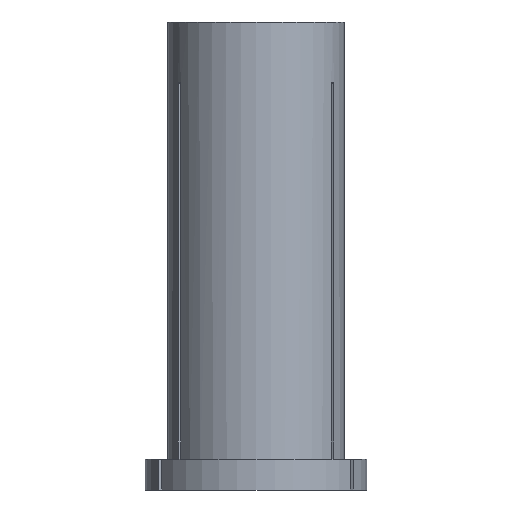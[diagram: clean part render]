
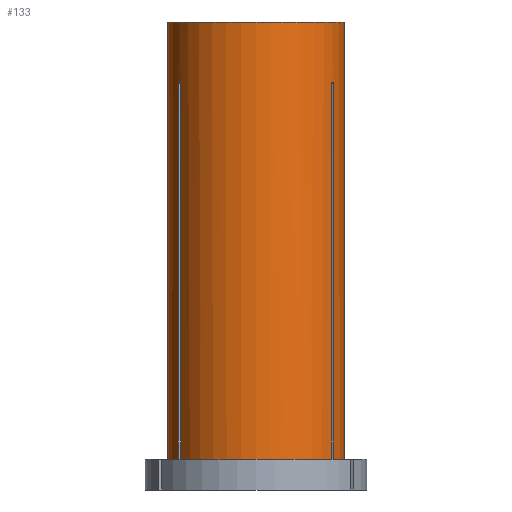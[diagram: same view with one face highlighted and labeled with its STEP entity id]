
A CAD part, front view. The second image highlights one B-rep face of the part: STEP entity #133.
In plain terms, the highlighted cylindrical face has radius 10 mm (diameter 20 mm), a partial arc.
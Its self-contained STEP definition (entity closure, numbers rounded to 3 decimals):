
#4 = VERTEX_POINT ( 'NONE', #915 ) ;
#18 = EDGE_CURVE ( 'NONE', #761, #477, #1305, .T. ) ;
#25 = CARTESIAN_POINT ( 'NONE',  ( -8.806, -4.738, -6.812 ) ) ;
#69 = DIRECTION ( 'NONE',  ( 1., 0., 0. ) ) ;
#89 = EDGE_CURVE ( 'NONE', #477, #1082, #1333, .T. ) ;
#99 = CARTESIAN_POINT ( 'NONE',  ( -8.559, -5.172, -6.81 ) ) ;
#124 = EDGE_LOOP ( 'NONE', ( #1419, #1046, #571, #1339, #143, #555, #1044, #1086, #1433, #439, #443, #1481 ) ) ;
#132 = EDGE_CURVE ( 'NONE', #1304, #736, #1143, .T. ) ;
#133 = ADVANCED_FACE ( 'NONE', ( #1455 ), #181, .T. ) ;
#143 = ORIENTED_EDGE ( 'NONE', *, *, #1132, .F. ) ;
#170 = DIRECTION ( 'NONE',  ( 0., 0., 1. ) ) ;
#171 = AXIS2_PLACEMENT_3D ( 'NONE', #1463, #1313, #1040 ) ;
#175 = CARTESIAN_POINT ( 'NONE',  ( 8.506, -5.258, 0. ) ) ;
#181 = CYLINDRICAL_SURFACE ( 'NONE', #403, 10. ) ;
#187 = DIRECTION ( 'NONE',  ( 0., 0., 1. ) ) ;
#192 = CARTESIAN_POINT ( 'NONE',  ( 8.806, -4.738, 0. ) ) ;
#196 = CARTESIAN_POINT ( 'NONE',  ( 8.759, -4.826, -6.81 ) ) ;
#226 = CARTESIAN_POINT ( 'NONE',  ( -8.506, -5.258, -6.812 ) ) ;
#265 = VECTOR ( 'NONE', #314, 1000. ) ;
#281 = CARTESIAN_POINT ( 'NONE',  ( -8.806, -4.738, -6.812 ) ) ;
#291 = DIRECTION ( 'NONE',  ( 0., 0., 1. ) ) ;
#301 = DIRECTION ( 'NONE',  ( 0., 0., 1. ) ) ;
#314 = DIRECTION ( 'NONE',  ( 0., 0., 1. ) ) ;
#321 = VECTOR ( 'NONE', #1345, 1000. ) ;
#322 = EDGE_CURVE ( 'NONE', #761, #859, #1193, .T. ) ;
#403 = AXIS2_PLACEMENT_3D ( 'NONE', #650, #291, #1220 ) ;
#434 = LINE ( 'NONE', #1337, #1329 ) ;
#439 = ORIENTED_EDGE ( 'NONE', *, *, #18, .T. ) ;
#443 = ORIENTED_EDGE ( 'NONE', *, *, #89, .T. ) ;
#460 = CARTESIAN_POINT ( 'NONE',  ( -10., 0., 0. ) ) ;
#464 = CARTESIAN_POINT ( 'NONE',  ( -8.806, -4.738, 0. ) ) ;
#477 = VERTEX_POINT ( 'NONE', #1488 ) ;
#534 = EDGE_CURVE ( 'NONE', #960, #1477, #632, .T. ) ;
#555 = ORIENTED_EDGE ( 'NONE', *, *, #132, .T. ) ;
#558 = AXIS2_PLACEMENT_3D ( 'NONE', #1002, #818, #1507 ) ;
#563 = EDGE_CURVE ( 'NONE', #960, #1395, #1298, .T. ) ;
#571 = ORIENTED_EDGE ( 'NONE', *, *, #876, .T. ) ;
#590 = CARTESIAN_POINT ( 'NONE',  ( -10., 0., 0. ) ) ;
#591 = CARTESIAN_POINT ( 'NONE',  ( 8.661, -5.001, -6.808 ) ) ;
#594 = EDGE_CURVE ( 'NONE', #1395, #1082, #936, .T. ) ;
#611 = VECTOR ( 'NONE', #1197, 1000. ) ;
#632 = CIRCLE ( 'NONE', #171, 10. ) ;
#635 = DIRECTION ( 'NONE',  ( 0., 0., 1. ) ) ;
#650 = CARTESIAN_POINT ( 'NONE',  ( 0., 0., 0. ) ) ;
#653 = CARTESIAN_POINT ( 'NONE',  ( 10., 0., 0. ) ) ;
#687 = CARTESIAN_POINT ( 'NONE',  ( -8.759, -4.826, -6.81 ) ) ;
#691 = AXIS2_PLACEMENT_3D ( 'NONE', #1167, #762, #950 ) ;
#692 = LINE ( 'NONE', #464, #1276 ) ;
#699 = CARTESIAN_POINT ( 'NONE',  ( 8.506, -5.258, -6.812 ) ) ;
#736 = VERTEX_POINT ( 'NONE', #1038 ) ;
#761 = VERTEX_POINT ( 'NONE', #1371 ) ;
#762 = DIRECTION ( 'NONE',  ( 0., 0., 1. ) ) ;
#778 = EDGE_CURVE ( 'NONE', #1018, #1479, #1228, .T. ) ;
#804 = CARTESIAN_POINT ( 'NONE',  ( -8.506, -5.258, -49.4 ) ) ;
#818 = DIRECTION ( 'NONE',  ( 0., 0., 1. ) ) ;
#819 = CARTESIAN_POINT ( 'NONE',  ( -8.662, -5., -6.808 ) ) ;
#834 = EDGE_CURVE ( 'NONE', #4, #859, #1446, .T. ) ;
#859 = VERTEX_POINT ( 'NONE', #1188 ) ;
#874 = CARTESIAN_POINT ( 'NONE',  ( 10., 0., 0. ) ) ;
#876 = EDGE_CURVE ( 'NONE', #1477, #1018, #692, .T. ) ;
#890 = CARTESIAN_POINT ( 'NONE',  ( 0., 0., -49.4 ) ) ;
#915 = CARTESIAN_POINT ( 'NONE',  ( 8.506, -5.258, -6.812 ) ) ;
#919 = EDGE_CURVE ( 'NONE', #736, #4, #1240, .T. ) ;
#936 = CIRCLE ( 'NONE', #691, 10. ) ;
#950 = DIRECTION ( 'NONE',  ( 1., 0., 0. ) ) ;
#960 = VERTEX_POINT ( 'NONE', #1328 ) ;
#973 = VECTOR ( 'NONE', #301, 1000. ) ;
#1002 = CARTESIAN_POINT ( 'NONE',  ( 0., 0., -49.4 ) ) ;
#1006 = CARTESIAN_POINT ( 'NONE',  ( 8.806, -4.738, -6.812 ) ) ;
#1018 = VERTEX_POINT ( 'NONE', #281 ) ;
#1034 = CARTESIAN_POINT ( 'NONE',  ( -8.806, -4.738, -49.4 ) ) ;
#1038 = CARTESIAN_POINT ( 'NONE',  ( 8.506, -5.258, -49.4 ) ) ;
#1040 = DIRECTION ( 'NONE',  ( 1., 0., 0. ) ) ;
#1044 = ORIENTED_EDGE ( 'NONE', *, *, #919, .T. ) ;
#1046 = ORIENTED_EDGE ( 'NONE', *, *, #534, .T. ) ;
#1082 = VERTEX_POINT ( 'NONE', #653 ) ;
#1086 = ORIENTED_EDGE ( 'NONE', *, *, #834, .T. ) ;
#1132 = EDGE_CURVE ( 'NONE', #1304, #1479, #434, .T. ) ;
#1143 = CIRCLE ( 'NONE', #1216, 10. ) ;
#1167 = CARTESIAN_POINT ( 'NONE',  ( 0., 0., 0. ) ) ;
#1188 = CARTESIAN_POINT ( 'NONE',  ( 8.806, -4.738, -6.812 ) ) ;
#1193 = LINE ( 'NONE', #192, #265 ) ;
#1197 = DIRECTION ( 'NONE',  ( 0., 0., 1. ) ) ;
#1205 = CARTESIAN_POINT ( 'NONE',  ( -8.506, -5.258, -6.812 ) ) ;
#1216 = AXIS2_PLACEMENT_3D ( 'NONE', #890, #187, #69 ) ;
#1220 = DIRECTION ( 'NONE',  ( 1., 0., 0. ) ) ;
#1222 = CARTESIAN_POINT ( 'NONE',  ( 8.559, -5.173, -6.81 ) ) ;
#1228 = B_SPLINE_CURVE_WITH_KNOTS ( 'NONE', 3,
 ( #25, #687, #819, #99, #226 ),
 .UNSPECIFIED., .F., .F.,
 ( 4, 1, 4 ),
 ( 0.059, 0.059, 0.06 ),
 .UNSPECIFIED. ) ;
#1240 = LINE ( 'NONE', #175, #611 ) ;
#1276 = VECTOR ( 'NONE', #170, 1000. ) ;
#1298 = LINE ( 'NONE', #460, #321 ) ;
#1304 = VERTEX_POINT ( 'NONE', #804 ) ;
#1305 = CIRCLE ( 'NONE', #558, 10. ) ;
#1313 = DIRECTION ( 'NONE',  ( 0., 0., 1. ) ) ;
#1328 = CARTESIAN_POINT ( 'NONE',  ( -10., 0., -49.4 ) ) ;
#1329 = VECTOR ( 'NONE', #635, 1000. ) ;
#1333 = LINE ( 'NONE', #874, #973 ) ;
#1337 = CARTESIAN_POINT ( 'NONE',  ( -8.506, -5.258, 0. ) ) ;
#1339 = ORIENTED_EDGE ( 'NONE', *, *, #778, .T. ) ;
#1345 = DIRECTION ( 'NONE',  ( 0., 0., 1. ) ) ;
#1371 = CARTESIAN_POINT ( 'NONE',  ( 8.806, -4.738, -49.4 ) ) ;
#1395 = VERTEX_POINT ( 'NONE', #590 ) ;
#1419 = ORIENTED_EDGE ( 'NONE', *, *, #563, .F. ) ;
#1433 = ORIENTED_EDGE ( 'NONE', *, *, #322, .F. ) ;
#1446 = B_SPLINE_CURVE_WITH_KNOTS ( 'NONE', 3,
 ( #699, #1222, #591, #196, #1006 ),
 .UNSPECIFIED., .F., .F.,
 ( 4, 1, 4 ),
 ( 0.065, 0.065, 0.065 ),
 .UNSPECIFIED. ) ;
#1455 = FACE_OUTER_BOUND ( 'NONE', #124, .T. ) ;
#1463 = CARTESIAN_POINT ( 'NONE',  ( 0., 0., -49.4 ) ) ;
#1477 = VERTEX_POINT ( 'NONE', #1034 ) ;
#1479 = VERTEX_POINT ( 'NONE', #1205 ) ;
#1481 = ORIENTED_EDGE ( 'NONE', *, *, #594, .F. ) ;
#1488 = CARTESIAN_POINT ( 'NONE',  ( 10., 0., -49.4 ) ) ;
#1507 = DIRECTION ( 'NONE',  ( 1., 0., 0. ) ) ;
